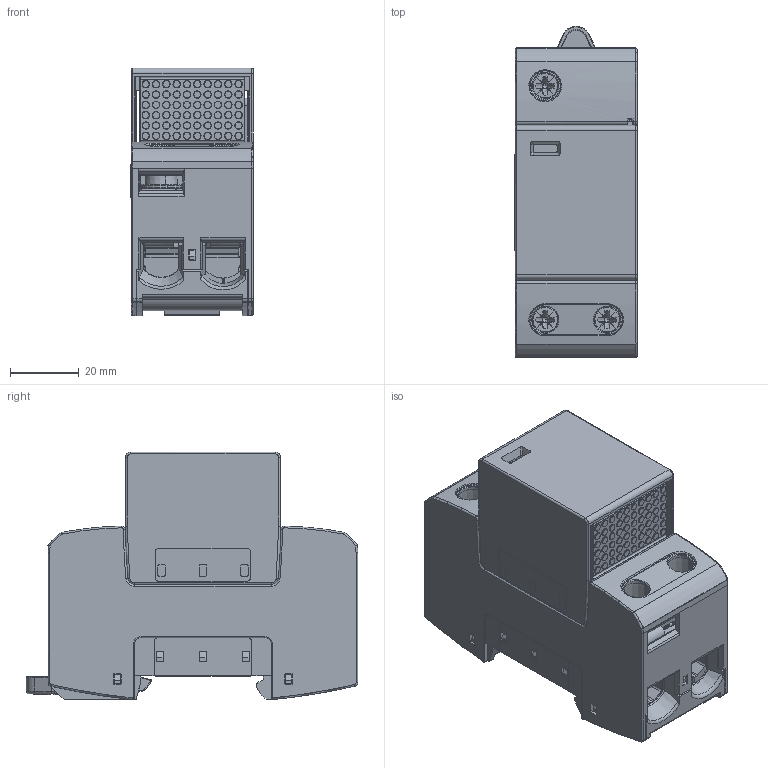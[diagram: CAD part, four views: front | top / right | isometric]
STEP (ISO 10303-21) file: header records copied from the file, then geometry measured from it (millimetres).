
FILE_DESCRIPTION(('CATIA V5 STEP Exchange','CAx-IF Rec.Pracs.--- Model Styling and Organization---1.4--- 2014-01-23','CAx-IF Rec.Pracs.---3D Tessellated Data Validation Properties---0.5---2014-09-14'),'2;1');
FILE_NAME('OVR T1-T2 1L 25-255 P.stp','2022-07-14T12:59:34+00:00',('none'),('none'),'CATIA Version 5-6 Release 2018 SP4 HF1','CATIA V5 STEP AP242','none');
FILE_SCHEMA(('AP242_MANAGED_MODEL_BASED_3D_ENGINEERING_MIM_LF {1 0 10303 442 1 1 4}'));
Products named in the file (24): 1316825_C5A_A00_00_DV S 255 FM, OVR...1L...P TS, VPE32, ABB; 1316823_C5A_A00_00_DV S 255 FM, UT, gr, gepr, ABB; 1200126; 1202498; 1207436; 1200119; 1203168; 1305524_A00_00; 1230967; 1008221; 1008220_EZ01; 1303620_A00_00; 1007731; 1305525_A00_00; 1200138; 1200139; 1008652_EZ01; 1306217_A00_00; 1000627_EZ01; 1310010_A00_00; 1316851_C5A_A00_00_DV MOD 255, gr, gepr, unvp, ABB; 1205416; 1008104; 1307443_A00_00
Assembly tree (28 placements, depth 5):
  1316825_C5A_A00_00_DV S 255 FM, OVR...1L...P TS, VPE32, ABB
    1316823_C5A_A00_00_DV S 255 FM, UT, gr, gepr, ABB
      1200126
      1202498
        1207436
          1200119
          1203168
      1305524_A00_00
        1230967
        1008221
        1008220_EZ01
        1303620_A00_00  x2
        1007731  x2
      1305525_A00_00
        1200138
        1200139
        1008652_EZ01
        1303620_A00_00
        1007731
      1306217_A00_00
      1000627_EZ01
      1310010_A00_00
    1316851_C5A_A00_00_DV MOD 255, gr, gepr, unvp, ABB
      1205416
      1008104
      1310010_A00_00
      1307443_A00_00
Bounding box: 35.6 x 96.44 x 72.01 mm (x, y, z)
Volume: 61784.3 mm3; surface area: 92828.8 mm2
Topology: 21 solids, 24 shells, 4546 faces, 12268 edges, 7842 vertices
Faces by surface type: plane 2236, cylinder 1304, cone 411, bspline 324, torus 179, sphere 48, extrusion 44
Entity records: 158960 total; most frequent: CARTESIAN_POINT 60132, ORIENTED_EDGE 23074, DIRECTION 15131, EDGE_CURVE 11543, VERTEX_POINT 7432, VECTOR 6617, LINE 6573, AXIS2_PLACEMENT_3D 5406
